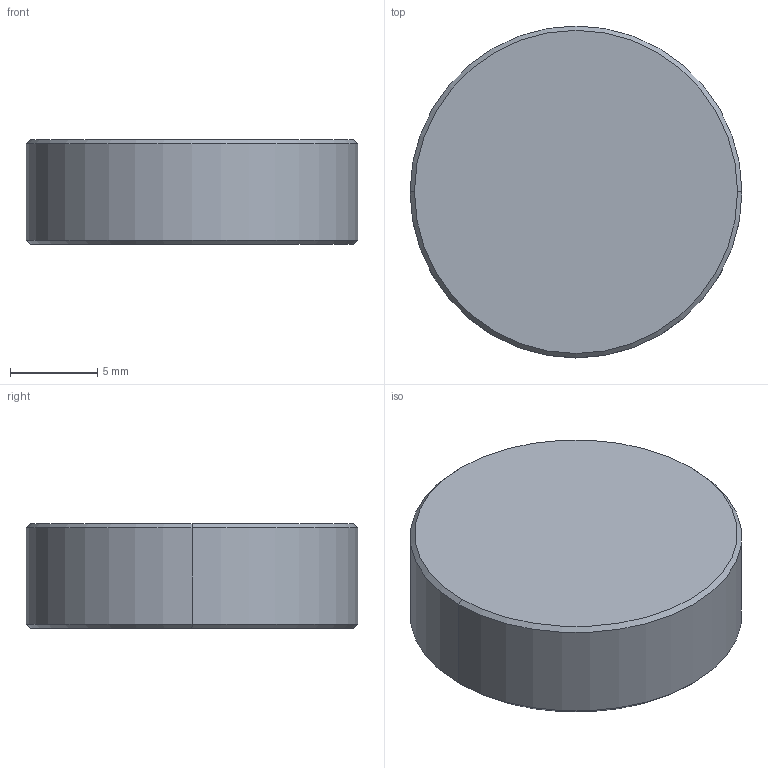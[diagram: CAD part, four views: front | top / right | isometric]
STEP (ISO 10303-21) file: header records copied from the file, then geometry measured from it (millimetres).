
FILE_DESCRIPTION (( 'STEP AP203' ), '1' );
FILE_NAME ('TTN024118-E0W.STEP', '2014-03-18T14:55:33', ( 'admin' ), ( '' ), 'SwSTEP 2.0', 'SolidWorks 2012', '' );
FILE_SCHEMA (( 'CONFIG_CONTROL_DESIGN' ));
Length unit declared in the file: inch
Products named in the file (1): TTN024118-E0W
Bounding box: 19 x 19 x 6 mm (x, y, z)
Volume: 1697.5 mm3; surface area: 907.6 mm2
Topology: 1 solids, 1 shells, 210 faces, 545 edges, 362 vertices
Faces by surface type: plane 123, bspline 81, cone 4, cylinder 2
Entity records: 10934 total; most frequent: CARTESIAN_POINT 6255, ORIENTED_EDGE 1090, DIRECTION 651, EDGE_CURVE 545, LINE 375, VECTOR 375, VERTEX_POINT 362, EDGE_LOOP 235
